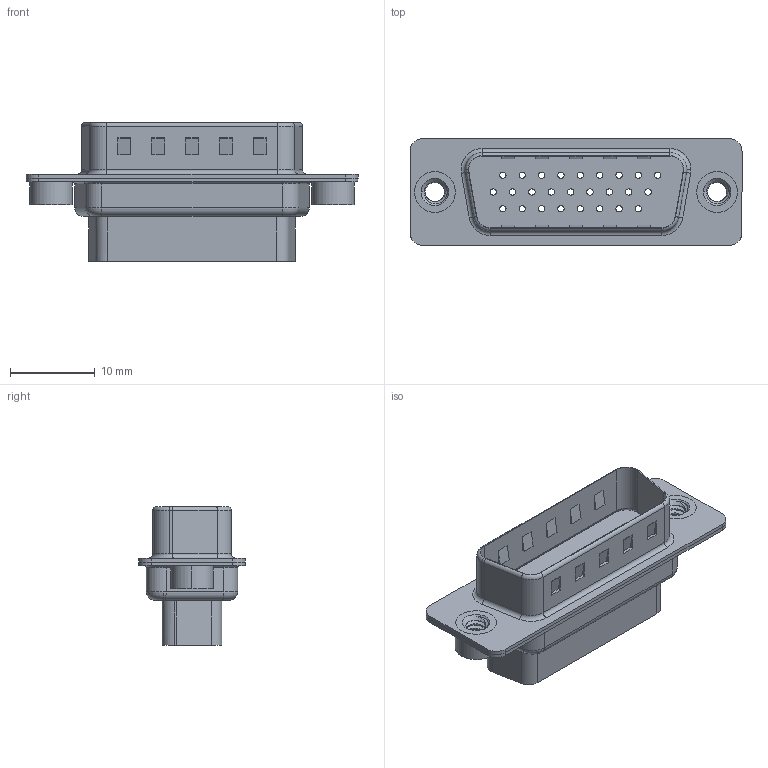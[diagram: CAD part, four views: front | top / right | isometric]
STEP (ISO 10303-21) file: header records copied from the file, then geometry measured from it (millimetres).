
FILE_DESCRIPTION (( 'STEP AP203' ), '1' );
FILE_NAME ('637-026-010-042.STEP', '2020-07-17T21:14:53', ( '' ), ( '' ), 'SwSTEP 2.0', 'SolidWorks 2020', '' );
FILE_SCHEMA (( 'CONFIG_CONTROL_DESIGN' ));
Length unit declared in the file: millimetre
Products named in the file (5): 637 Shell Rear_26 Contacts; 637 Housing_26 Contacts HP; 637-026-010-042; 637 4-40 Threaded Rivet; 637 Shell Front_26 Contacts
Assembly tree (5 placements, depth 2):
  637-026-010-042
    637 Housing_26 Contacts HP
    637 Shell Front_26 Contacts
    637 Shell Rear_26 Contacts
    637 4-40 Threaded Rivet  x2
Bounding box: 39.2 x 12.6 x 16.4 mm (x, y, z)
Volume: 2051.3 mm3; surface area: 5121.6 mm2
Topology: 5 solids, 5 shells, 548 faces, 1325 edges, 850 vertices
Faces by surface type: cylinder 289, plane 191, torus 50, cone 12, bspline 6
Entity records: 17301 total; most frequent: CARTESIAN_POINT 4106, DIRECTION 2830, ORIENTED_EDGE 2488, EDGE_CURVE 1244, AXIS2_PLACEMENT_3D 1113, VERTEX_POINT 798, EDGE_LOOP 662, VECTOR 604
